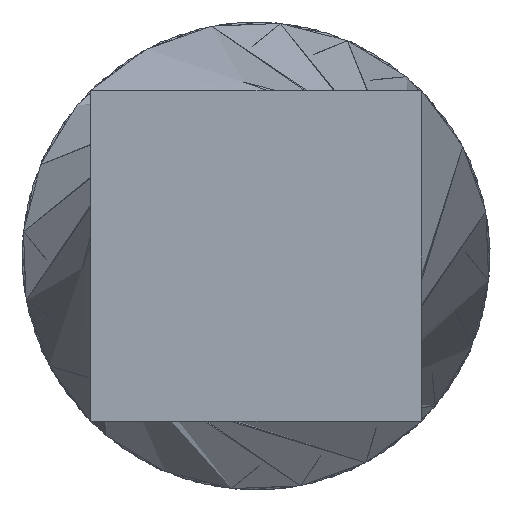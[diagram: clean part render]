
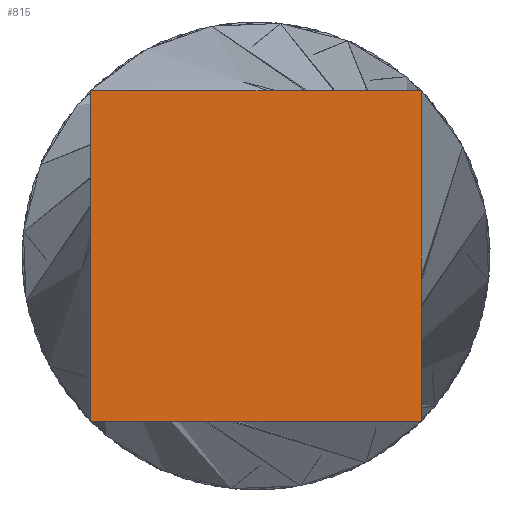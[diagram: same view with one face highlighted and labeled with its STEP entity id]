
A CAD part, front view. The second image highlights one B-rep face of the part: STEP entity #815.
In plain terms, the highlighted planar face has unit normal (0, -1, 0).
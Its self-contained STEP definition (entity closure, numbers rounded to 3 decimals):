
#220 = EDGE_LOOP ( 'NONE', ( #2533, #5967, #2593, #254 ) ) ;
#254 = ORIENTED_EDGE ( 'NONE', *, *, #2515, .F. ) ;
#364 = CARTESIAN_POINT ( 'NONE',  ( -10., 0., 10. ) ) ;
#445 = CARTESIAN_POINT ( 'NONE',  ( -3.333, 0., -10. ) ) ;
#641 = B_SPLINE_CURVE_WITH_KNOTS ( 'NONE', 3,
 ( #7692, #5592, #1380, #5623 ),
 .UNSPECIFIED., .F., .F.,
 ( 4, 4 ),
 ( 0., 1. ),
 .UNSPECIFIED. ) ;
#815 = ADVANCED_FACE ( 'NONE', ( #5803 ), #6831, .F. ) ;
#1380 = CARTESIAN_POINT ( 'NONE',  ( 10., 0., -3.333 ) ) ;
#1396 = CARTESIAN_POINT ( 'NONE',  ( 0., 0., 0. ) ) ;
#1981 = EDGE_CURVE ( 'NONE', #7836, #2210, #4628, .T. ) ;
#2075 = CARTESIAN_POINT ( 'NONE',  ( -10., 0., -3.333 ) ) ;
#2080 = CARTESIAN_POINT ( 'NONE',  ( 10., 0., 10. ) ) ;
#2210 = VERTEX_POINT ( 'NONE', #364 ) ;
#2231 = B_SPLINE_CURVE_WITH_KNOTS ( 'NONE', 3,
 ( #7173, #6479, #2316, #3021 ),
 .UNSPECIFIED., .F., .F.,
 ( 4, 4 ),
 ( 0., 1. ),
 .UNSPECIFIED. ) ;
#2316 = CARTESIAN_POINT ( 'NONE',  ( 3.333, 0., 10. ) ) ;
#2515 = EDGE_CURVE ( 'NONE', #6294, #2857, #641, .T. ) ;
#2533 = ORIENTED_EDGE ( 'NONE', *, *, #4114, .F. ) ;
#2593 = ORIENTED_EDGE ( 'NONE', *, *, #3868, .F. ) ;
#2857 = VERTEX_POINT ( 'NONE', #3970 ) ;
#3021 = CARTESIAN_POINT ( 'NONE',  ( 10., 0., 10. ) ) ;
#3868 = EDGE_CURVE ( 'NONE', #2857, #7836, #5042, .T. ) ;
#3970 = CARTESIAN_POINT ( 'NONE',  ( 10., 0., -10. ) ) ;
#4114 = EDGE_CURVE ( 'NONE', #2210, #6294, #2231, .T. ) ;
#4628 = B_SPLINE_CURVE_WITH_KNOTS ( 'NONE', 3,
 ( #4814, #2075, #5510, #7676 ),
 .UNSPECIFIED., .F., .F.,
 ( 4, 4 ),
 ( 0., 1. ),
 .UNSPECIFIED. ) ;
#4791 = DIRECTION ( 'NONE',  ( 0., 0., 1. ) ) ;
#4814 = CARTESIAN_POINT ( 'NONE',  ( -10., 0., -10. ) ) ;
#5042 = B_SPLINE_CURVE_WITH_KNOTS ( 'NONE', 3,
 ( #5344, #8830, #445, #8803 ),
 .UNSPECIFIED., .F., .F.,
 ( 4, 4 ),
 ( 0., 1. ),
 .UNSPECIFIED. ) ;
#5094 = AXIS2_PLACEMENT_3D ( 'NONE', #1396, #5516, #4791 ) ;
#5344 = CARTESIAN_POINT ( 'NONE',  ( 10., 0., -10. ) ) ;
#5510 = CARTESIAN_POINT ( 'NONE',  ( -10., 0., 3.333 ) ) ;
#5516 = DIRECTION ( 'NONE',  ( 0., 1., 0. ) ) ;
#5592 = CARTESIAN_POINT ( 'NONE',  ( 10., 0., 3.333 ) ) ;
#5623 = CARTESIAN_POINT ( 'NONE',  ( 10., 0., -10. ) ) ;
#5803 = FACE_OUTER_BOUND ( 'NONE', #220, .T. ) ;
#5967 = ORIENTED_EDGE ( 'NONE', *, *, #1981, .F. ) ;
#6294 = VERTEX_POINT ( 'NONE', #2080 ) ;
#6479 = CARTESIAN_POINT ( 'NONE',  ( -3.333, 0., 10. ) ) ;
#6831 = PLANE ( 'NONE',  #5094 ) ;
#7173 = CARTESIAN_POINT ( 'NONE',  ( -10., 0., 10. ) ) ;
#7676 = CARTESIAN_POINT ( 'NONE',  ( -10., 0., 10. ) ) ;
#7692 = CARTESIAN_POINT ( 'NONE',  ( 10., 0., 10. ) ) ;
#7836 = VERTEX_POINT ( 'NONE', #8739 ) ;
#8739 = CARTESIAN_POINT ( 'NONE',  ( -10., 0., -10. ) ) ;
#8803 = CARTESIAN_POINT ( 'NONE',  ( -10., 0., -10. ) ) ;
#8830 = CARTESIAN_POINT ( 'NONE',  ( 3.333, 0., -10. ) ) ;
